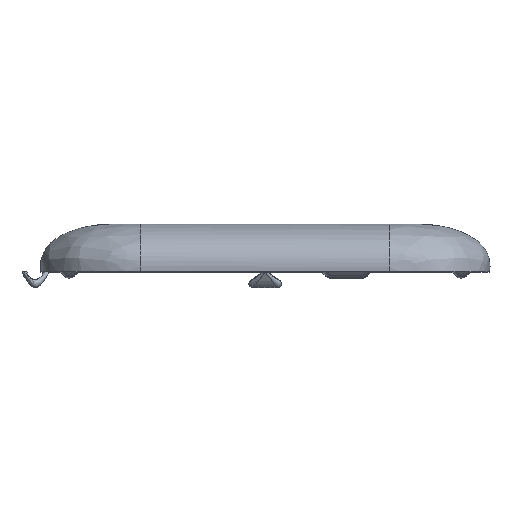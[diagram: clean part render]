
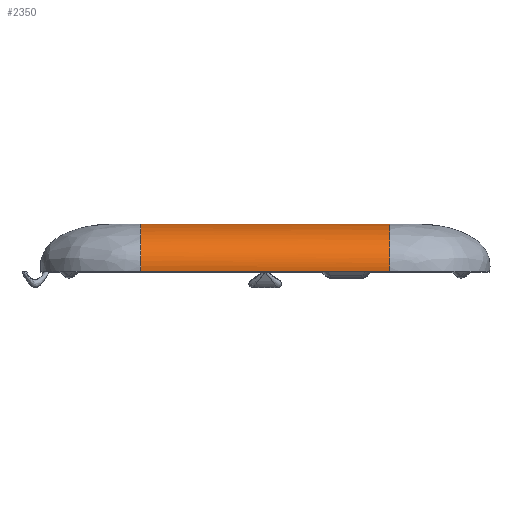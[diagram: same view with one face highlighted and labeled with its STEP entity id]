
A CAD part, top view. The second image highlights one B-rep face of the part: STEP entity #2350.
In plain terms, the highlighted free-form (B-spline) face has degree [4, 1] with [6, 2] control points.
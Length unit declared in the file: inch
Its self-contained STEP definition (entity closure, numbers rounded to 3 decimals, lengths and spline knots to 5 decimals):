
#215=B_SPLINE_SURFACE_WITH_KNOTS('',4,1,((#4285,#4286),(#4287,#4288),(#4289,
#4290),(#4291,#4292),(#4293,#4294),(#4295,#4296)),.UNSPECIFIED.,.F.,.F.,
 .F.,(5,1,5),(2,2),(-1.,-0.53139,0.),(0.,2.53492),
 .UNSPECIFIED.);
#291=LINE('',#4298,#405);
#405=VECTOR('',#2796,0.998);
#601=FACE_OUTER_BOUND('',#783,.T.);
#783=EDGE_LOOP('',(#1756,#1757,#1758,#1759));
#987=B_SPLINE_CURVE_WITH_KNOTS('',3,(#3537,#3538,#3539,#3540,#3541,#3542),
 .UNSPECIFIED.,.F.,.F.,(4,2,4),(-2.53492,-1.26746,0.),.UNSPECIFIED.);
#1015=B_SPLINE_CURVE_WITH_KNOTS('',4,(#4280,#4281,#4282,#4283,#4284),
 .UNSPECIFIED.,.F.,.F.,(5,5),(0.,0.4342),.UNSPECIFIED.);
#1016=B_SPLINE_CURVE_WITH_KNOTS('',4,(#4299,#4300,#4301,#4302,#4303),
 .UNSPECIFIED.,.F.,.F.,(5,5),(-0.4342,0.),.UNSPECIFIED.);
#1107=VERTEX_POINT('',#3523);
#1108=VERTEX_POINT('',#3536);
#1131=VERTEX_POINT('',#4278);
#1132=VERTEX_POINT('',#4297);
#1337=EDGE_CURVE('',#1107,#1108,#987,.T.);
#1370=EDGE_CURVE('',#1131,#1107,#1015,.T.);
#1371=EDGE_CURVE('',#1131,#1132,#291,.T.);
#1372=EDGE_CURVE('',#1108,#1132,#1016,.T.);
#1756=ORIENTED_EDGE('',*,*,#1337,.F.);
#1757=ORIENTED_EDGE('',*,*,#1370,.F.);
#1758=ORIENTED_EDGE('',*,*,#1371,.T.);
#1759=ORIENTED_EDGE('',*,*,#1372,.F.);
#2350=ADVANCED_FACE('',(#601),#215,.T.);
#2796=DIRECTION('',(-1.,0.,0.));
#3523=CARTESIAN_POINT('',(0.499,0.26,0.89937));
#3536=CARTESIAN_POINT('',(-0.499,0.26,0.89937));
#3537=CARTESIAN_POINT('Ctrl Pts',(0.499,0.26,0.89937));
#3538=CARTESIAN_POINT('Ctrl Pts',(0.33267,0.26,0.89937));
#3539=CARTESIAN_POINT('Ctrl Pts',(0.16633,0.26,0.89937));
#3540=CARTESIAN_POINT('Ctrl Pts',(-0.16633,0.26,0.89937));
#3541=CARTESIAN_POINT('Ctrl Pts',(-0.33267,0.26,0.89937));
#3542=CARTESIAN_POINT('Ctrl Pts',(-0.499,0.26,0.89937));
#4278=CARTESIAN_POINT('',(0.499,0.45,0.625));
#4280=CARTESIAN_POINT('Ctrl Pts',(0.499,0.45,0.625));
#4281=CARTESIAN_POINT('Ctrl Pts',(0.499,0.45,0.71985));
#4282=CARTESIAN_POINT('Ctrl Pts',(0.499,0.41707,0.86455));
#4283=CARTESIAN_POINT('Ctrl Pts',(0.499,0.3427,0.91245));
#4284=CARTESIAN_POINT('Ctrl Pts',(0.499,0.26,0.89937));
#4285=CARTESIAN_POINT('Ctrl Pts',(0.499,0.,0.625));
#4286=CARTESIAN_POINT('Ctrl Pts',(-0.499,0.,0.625));
#4287=CARTESIAN_POINT('Ctrl Pts',(0.499,0.,
0.69176));
#4288=CARTESIAN_POINT('Ctrl Pts',(-0.499,0.,
0.69176));
#4289=CARTESIAN_POINT('Ctrl Pts',(0.499,0.03448,
0.77143));
#4290=CARTESIAN_POINT('Ctrl Pts',(-0.499,0.03448,
0.77143));
#4291=CARTESIAN_POINT('Ctrl Pts',(0.499,0.35717,1.10003));
#4292=CARTESIAN_POINT('Ctrl Pts',(-0.499,0.35717,1.10003));
#4293=CARTESIAN_POINT('Ctrl Pts',(0.499,0.45,0.74109));
#4294=CARTESIAN_POINT('Ctrl Pts',(-0.499,0.45,0.74109));
#4295=CARTESIAN_POINT('Ctrl Pts',(0.499,0.45,0.625));
#4296=CARTESIAN_POINT('Ctrl Pts',(-0.499,0.45,0.625));
#4297=CARTESIAN_POINT('',(-0.499,0.45,0.625));
#4298=CARTESIAN_POINT('',(0.499,0.45,0.625));
#4299=CARTESIAN_POINT('Ctrl Pts',(-0.499,0.26,0.89937));
#4300=CARTESIAN_POINT('Ctrl Pts',(-0.499,0.3427,0.91245));
#4301=CARTESIAN_POINT('Ctrl Pts',(-0.499,0.41707,0.86455));
#4302=CARTESIAN_POINT('Ctrl Pts',(-0.499,0.45,0.71985));
#4303=CARTESIAN_POINT('Ctrl Pts',(-0.499,0.45,0.625));
